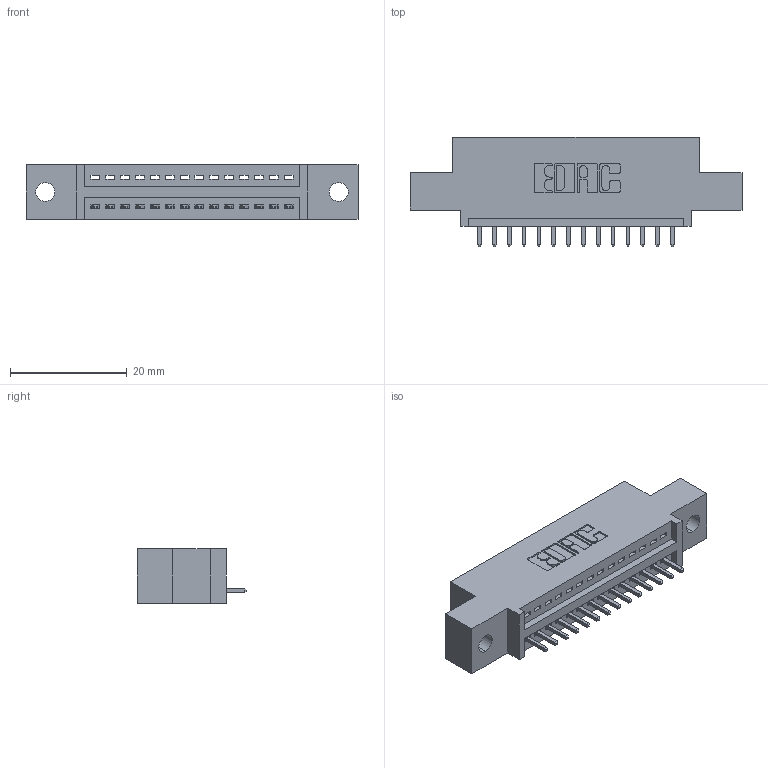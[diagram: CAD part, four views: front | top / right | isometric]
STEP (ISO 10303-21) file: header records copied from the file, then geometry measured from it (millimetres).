
FILE_DESCRIPTION (( 'STEP AP203' ), '1' );
FILE_NAME ('345-014-521-402.STEP', '2018-08-18T08:28:52', ( '' ), ( '' ), 'SwSTEP 2.0', 'SolidWorks 2016', '' );
FILE_SCHEMA (( 'CONFIG_CONTROL_DESIGN' ));
Length unit declared in the file: inch
Products named in the file (3): 345-292-001_345-293-121; 345-014-521-402; 345 Part_0.110 Offset - 0.128 Dia
Assembly tree (15 placements, depth 2):
  345-014-521-402
    345 Part_0.110 Offset - 0.128 Dia
    345-292-001_345-293-121  x14
Bounding box: 56.77 x 18.72 x 9.4 mm (x, y, z)
Volume: 5012.7 mm3; surface area: 5935.5 mm2
Topology: 15 solids, 15 shells, 942 faces, 2817 edges, 1858 vertices
Faces by surface type: plane 644, cylinder 298
Entity records: 14459 total; most frequent: CARTESIAN_POINT 2514, ORIENTED_EDGE 2462, DIRECTION 2235, EDGE_CURVE 1231, VECTOR 1043, LINE 1043, VERTEX_POINT 818, AXIS2_PLACEMENT_3D 596
